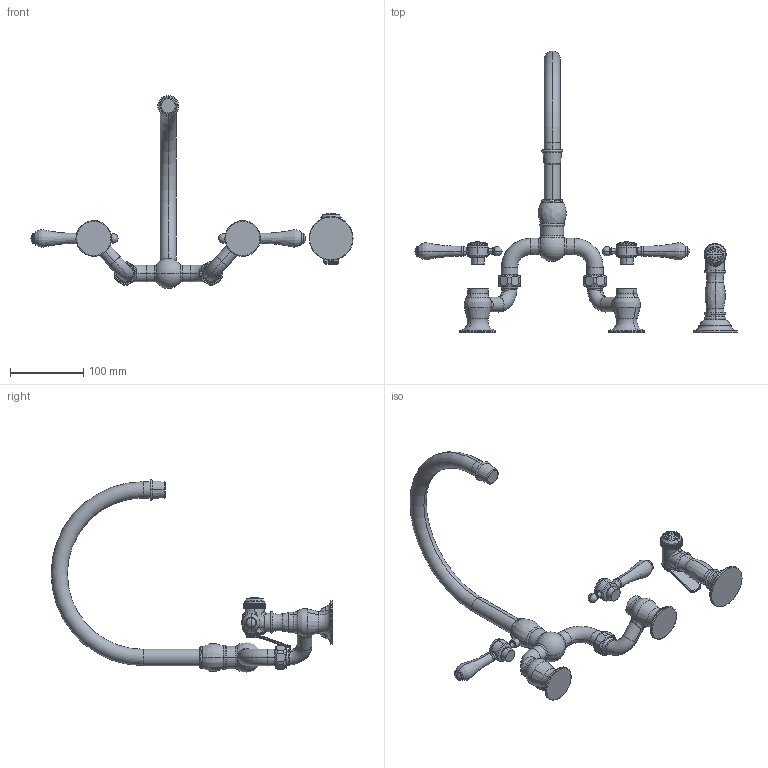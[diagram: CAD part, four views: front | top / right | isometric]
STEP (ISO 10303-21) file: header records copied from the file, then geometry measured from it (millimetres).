
FILE_DESCRIPTION((''),'2;1');
FILE_NAME('9459','2021-02-26T11:09:01',('rsmith'),(''),'CREO PARAMETRIC BY PTC INC, 2018400','CREO PARAMETRIC BY PTC INC, 2018400','');
FILE_SCHEMA(('AUTOMOTIVE_DESIGN { 1 0 10303 214 1 1 1 1 }'));
Length unit declared in the file: inch
Products named in the file (1): 9459
Bounding box: 439.36 x 384.4 x 263.32 mm (x, y, z)
Volume: 647954 mm3; surface area: 125253.7 mm2
Topology: 4 solids, 6 shells, 1005 faces, 2646 edges, 1675 vertices
Faces by surface type: plane 396, cylinder 307, bspline 97, torus 97, cone 66, sphere 30, extrusion 8, revolution 4
Entity records: 60701 total; most frequent: CARTESIAN_POINT 19241, ORIENTED_EDGE 5264, DIRECTION 4941, PRESENTATION_STYLE_ASSIGNMENT 3567, STYLED_ITEM 2648, CURVE_STYLE 2636, EDGE_CURVE 2632, AXIS2_PLACEMENT_3D 1943
